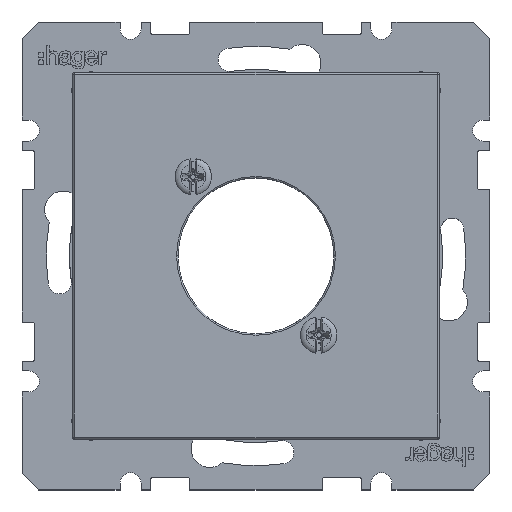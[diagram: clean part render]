
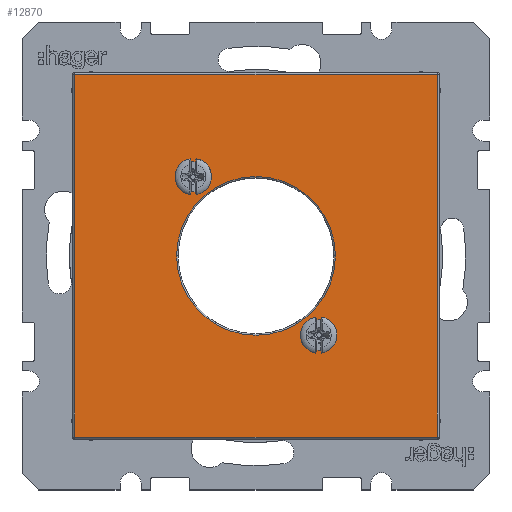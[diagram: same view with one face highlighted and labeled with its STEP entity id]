
A CAD part, top view. The second image highlights one B-rep face of the part: STEP entity #12870.
In plain terms, the highlighted face is planar.
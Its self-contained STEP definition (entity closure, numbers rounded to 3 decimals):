
#250=DIRECTION('',(1.,0.,0.));
#251=VECTOR('',#250,54.881);
#252=CARTESIAN_POINT('',(-27.44,6.2,27.44));
#253=LINE('2270',#252,#251);
#258=DIRECTION('',(0.,0.,1.));
#259=VECTOR('',#258,54.881);
#260=CARTESIAN_POINT('',(-27.44,6.2,-27.44));
#261=LINE('2274',#260,#259);
#265=DIRECTION('',(-1.,0.,0.));
#266=VECTOR('',#265,54.881);
#267=CARTESIAN_POINT('',(27.44,6.2,-27.44));
#268=LINE('2280',#267,#266);
#272=DIRECTION('',(0.,0.,-1.));
#273=VECTOR('',#272,54.881);
#274=CARTESIAN_POINT('',(27.44,6.2,27.44));
#275=LINE('2285',#274,#273);
#279=CARTESIAN_POINT('',(9.5,6.2,12.));
#280=DIRECTION('',(0.,1.,0.));
#281=DIRECTION('',(-1.,0.,0.));
#282=AXIS2_PLACEMENT_3D('',#279,#280,#281);
#287=CARTESIAN_POINT('',(9.5,6.2,12.));
#288=DIRECTION('',(0.,1.,0.));
#289=DIRECTION('',(1.,0.,0.));
#290=AXIS2_PLACEMENT_3D('',#287,#288,#289);
#295=CARTESIAN_POINT('',(0.,6.2,0.));
#296=DIRECTION('',(0.,1.,0.));
#297=DIRECTION('',(1.,0.,0.));
#298=AXIS2_PLACEMENT_3D('',#295,#296,#297);
#303=CARTESIAN_POINT('',(0.,6.2,0.));
#304=DIRECTION('',(0.,1.,0.));
#305=DIRECTION('',(-1.,0.,0.));
#306=AXIS2_PLACEMENT_3D('',#303,#304,#305);
#311=CARTESIAN_POINT('',(-9.5,6.2,-12.));
#312=DIRECTION('',(0.,1.,0.));
#313=DIRECTION('',(1.,0.,0.));
#314=AXIS2_PLACEMENT_3D('',#311,#312,#313);
#319=CARTESIAN_POINT('',(-9.5,6.2,-12.));
#320=DIRECTION('',(0.,1.,0.));
#321=DIRECTION('',(-1.,0.,0.));
#322=AXIS2_PLACEMENT_3D('',#319,#320,#321);
#11208=CARTESIAN_POINT('',(-27.44,6.2,27.44));
#11209=CARTESIAN_POINT('',(27.44,6.2,27.44));
#11210=VERTEX_POINT('',#11208);
#11211=VERTEX_POINT('',#11209);
#11218=CARTESIAN_POINT('',(-27.44,6.2,-27.44));
#11219=VERTEX_POINT('',#11218);
#11230=CARTESIAN_POINT('',(27.44,6.2,-27.44));
#11231=VERTEX_POINT('',#11230);
#11545=CARTESIAN_POINT('',(7.724,6.2,12.));
#11546=CARTESIAN_POINT('',(11.276,6.2,12.));
#11547=VERTEX_POINT('',#11545);
#11548=VERTEX_POINT('',#11546);
#11553=CARTESIAN_POINT('',(12.026,6.2,0.));
#11554=CARTESIAN_POINT('',(-12.026,6.2,0.));
#11555=VERTEX_POINT('',#11553);
#11556=VERTEX_POINT('',#11554);
#11561=CARTESIAN_POINT('',(-7.724,6.2,-12.));
#11562=CARTESIAN_POINT('',(-11.276,6.2,-12.));
#11563=VERTEX_POINT('',#11561);
#11564=VERTEX_POINT('',#11562);
#12837=CARTESIAN_POINT('',(0.,6.2,0.));
#12838=DIRECTION('',(0.,1.,0.));
#12839=DIRECTION('',(0.,0.,-1.));
#12840=AXIS2_PLACEMENT_3D('',#12837,#12838,#12839);
#12841=PLANE('1910',#12840);
#12843=ORIENTED_EDGE('2270',*,*,#12842,.F.);
#12845=ORIENTED_EDGE('2274',*,*,#12844,.F.);
#12847=ORIENTED_EDGE('2280',*,*,#12846,.F.);
#12849=ORIENTED_EDGE('2285',*,*,#12848,.F.);
#12850=EDGE_LOOP('1910',(#12843,#12845,#12847,#12849));
#12851=FACE_OUTER_BOUND('1910',#12850,.F.);
#12853=ORIENTED_EDGE('5544',*,*,#12852,.T.);
#12855=ORIENTED_EDGE('5546',*,*,#12854,.T.);
#12856=EDGE_LOOP('1910',(#12853,#12855));
#12857=FACE_BOUND('1910',#12856,.F.);
#12859=ORIENTED_EDGE('5548',*,*,#12858,.T.);
#12861=ORIENTED_EDGE('5550',*,*,#12860,.T.);
#12862=EDGE_LOOP('1910',(#12859,#12861));
#12863=FACE_BOUND('1910',#12862,.F.);
#12865=ORIENTED_EDGE('5552',*,*,#12864,.T.);
#12867=ORIENTED_EDGE('5554',*,*,#12866,.T.);
#12868=EDGE_LOOP('1910',(#12865,#12867));
#12869=FACE_BOUND('1910',#12868,.F.);
#12870=ADVANCED_FACE('1910',(#12851,#12857,#12863,#12869),#12841,.T.);
#283=CIRCLE('5544',#282,1.776);
#291=CIRCLE('5546',#290,1.776);
#299=CIRCLE('5548',#298,12.026);
#307=CIRCLE('5550',#306,12.026);
#315=CIRCLE('5552',#314,1.776);
#323=CIRCLE('5554',#322,1.776);
#12842=EDGE_CURVE('2270',#11210,#11211,#253,.T.);
#12844=EDGE_CURVE('2274',#11219,#11210,#261,.T.);
#12846=EDGE_CURVE('2280',#11231,#11219,#268,.T.);
#12848=EDGE_CURVE('2285',#11211,#11231,#275,.T.);
#12852=EDGE_CURVE('5544',#11547,#11548,#283,.T.);
#12854=EDGE_CURVE('5546',#11548,#11547,#291,.T.);
#12858=EDGE_CURVE('5548',#11555,#11556,#299,.T.);
#12860=EDGE_CURVE('5550',#11556,#11555,#307,.T.);
#12864=EDGE_CURVE('5552',#11563,#11564,#315,.T.);
#12866=EDGE_CURVE('5554',#11564,#11563,#323,.T.);
